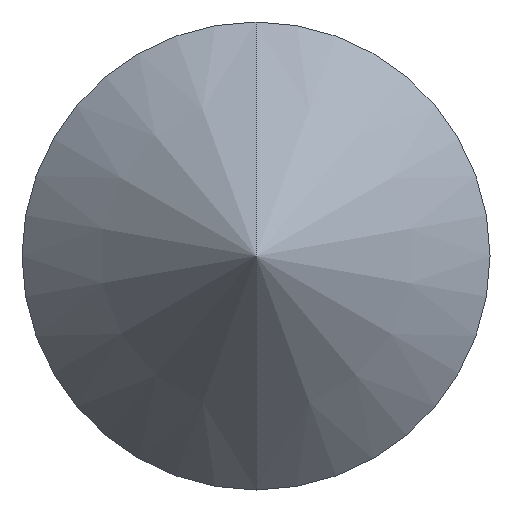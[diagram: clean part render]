
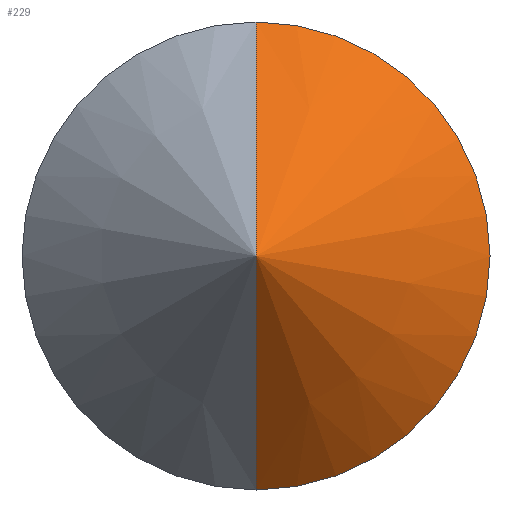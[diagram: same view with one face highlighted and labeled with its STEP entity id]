
A CAD part, front view. The second image highlights one B-rep face of the part: STEP entity #229.
In plain terms, the highlighted conical face has half-angle 45 degrees and reference radius 1000 mm.
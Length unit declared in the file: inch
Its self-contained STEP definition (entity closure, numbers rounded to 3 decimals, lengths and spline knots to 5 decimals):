
#1 = CIRCLE ( 'NONE', #192, 0.375 ) ;
#11 = LINE ( 'NONE', #125, #99 ) ;
#17 = DIRECTION ( 'NONE',  ( 0., 0., -1. ) ) ;
#29 = ORIENTED_EDGE ( 'NONE', *, *, #109, .F. ) ;
#35 = CARTESIAN_POINT ( 'NONE',  ( 0., 0.375, 0. ) ) ;
#37 = ORIENTED_EDGE ( 'NONE', *, *, #244, .T. ) ;
#38 = DIRECTION ( 'NONE',  ( 0., -1., 0. ) ) ;
#58 = LINE ( 'NONE', #136, #134 ) ;
#63 = CARTESIAN_POINT ( 'NONE',  ( 0., 0., 0. ) ) ;
#79 = EDGE_LOOP ( 'NONE', ( #29, #37, #203 ) ) ;
#83 = VERTEX_POINT ( 'NONE', #63 ) ;
#90 = DIRECTION ( 'NONE',  ( 0., 0., 1. ) ) ;
#96 = CARTESIAN_POINT ( 'NONE',  ( 0., 0.375, 0.375 ) ) ;
#99 = VECTOR ( 'NONE', #144, 39.37008 ) ;
#109 = EDGE_CURVE ( 'NONE', #83, #163, #58, .T. ) ;
#125 = CARTESIAN_POINT ( 'NONE',  ( 0., 0., 0. ) ) ;
#134 = VECTOR ( 'NONE', #215, 39.37008 ) ;
#136 = CARTESIAN_POINT ( 'NONE',  ( 0., 0., 0. ) ) ;
#144 = DIRECTION ( 'NONE',  ( 0., 0.707, -0.707 ) ) ;
#145 = CARTESIAN_POINT ( 'NONE',  ( 0., 0.375, -0.375 ) ) ;
#163 = VERTEX_POINT ( 'NONE', #96 ) ;
#192 = AXIS2_PLACEMENT_3D ( 'NONE', #35, #38, #17 ) ;
#203 = ORIENTED_EDGE ( 'NONE', *, *, #241, .T. ) ;
#212 = AXIS2_PLACEMENT_3D ( 'NONE', #213, #240, #90 ) ;
#213 = CARTESIAN_POINT ( 'NONE',  ( 0., 39.37008, 0. ) ) ;
#214 = CONICAL_SURFACE ( 'NONE', #212, 39.37008, 0.785 ) ;
#215 = DIRECTION ( 'NONE',  ( 0., 0.707, 0.707 ) ) ;
#229 = ADVANCED_FACE ( 'NONE', ( #231 ), #214, .T. ) ;
#231 = FACE_OUTER_BOUND ( 'NONE', #79, .T. ) ;
#240 = DIRECTION ( 'NONE',  ( 0., 1., 0. ) ) ;
#241 = EDGE_CURVE ( 'NONE', #251, #163, #1, .T. ) ;
#244 = EDGE_CURVE ( 'NONE', #83, #251, #11, .T. ) ;
#251 = VERTEX_POINT ( 'NONE', #145 ) ;
